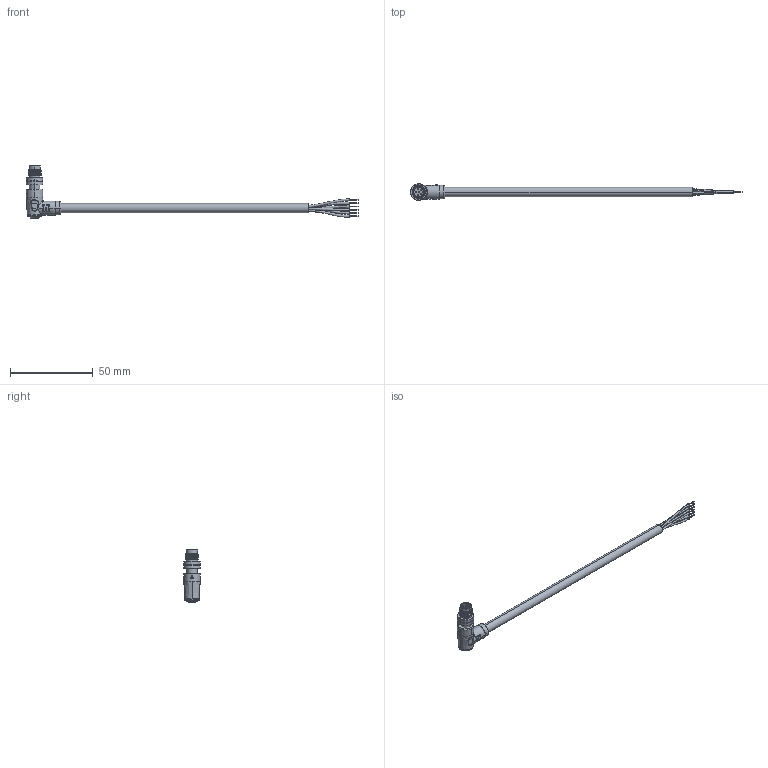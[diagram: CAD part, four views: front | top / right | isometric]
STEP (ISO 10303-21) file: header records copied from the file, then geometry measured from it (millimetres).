
FILE_DESCRIPTION (( 'STEP AP203' ), '1' );
FILE_NAME ('10-05408revA.STEP', '2023-03-17T20:23:43', ( '' ), ( '' ), 'SwSTEP 2.0', 'SolidWorks 2021', '' );
FILE_SCHEMA (( 'CONFIG_CONTROL_DESIGN' ));
Length unit declared in the file: millimetre
Products named in the file (8): 50-01007-01___; 10-05408revA; 50-01007_STEP; 50-01007-02_STEP; 24-00401; 30-02981_s + t; 50-01007-03___; 50-01007-04___
Assembly tree (11 placements, depth 3):
  10-05408revA
    30-02981_s + t
    24-00401
    50-01007_STEP
      50-01007-01___
      50-01007-02_STEP
      50-01007-03___  x5
      50-01007-04___
Bounding box: 201.05 x 10 x 31.5 mm (x, y, z)
Volume: 6404.6 mm3; surface area: 32370.1 mm2
Topology: 324 solids, 324 shells, 1987 faces, 3790 edges, 2477 vertices
Faces by surface type: cylinder 1074, plane 744, bspline 68, cone 49, torus 36, sphere 16
Entity records: 53128 total; most frequent: CARTESIAN_POINT 12567, DIRECTION 9164, ORIENTED_EDGE 7072, AXIS2_PLACEMENT_3D 3980, EDGE_CURVE 3536, VERTEX_POINT 2333, EDGE_LOOP 2229, CIRCLE 2162
